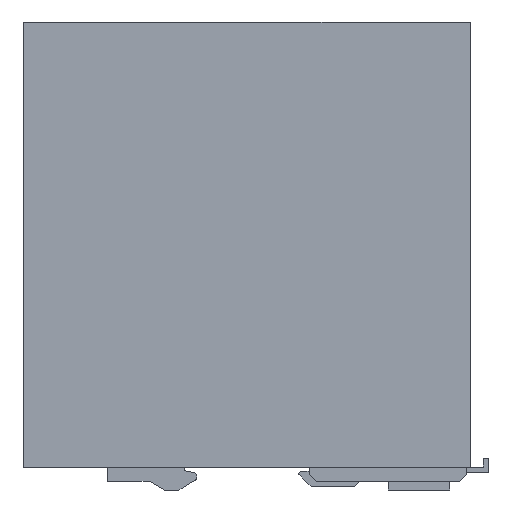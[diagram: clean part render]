
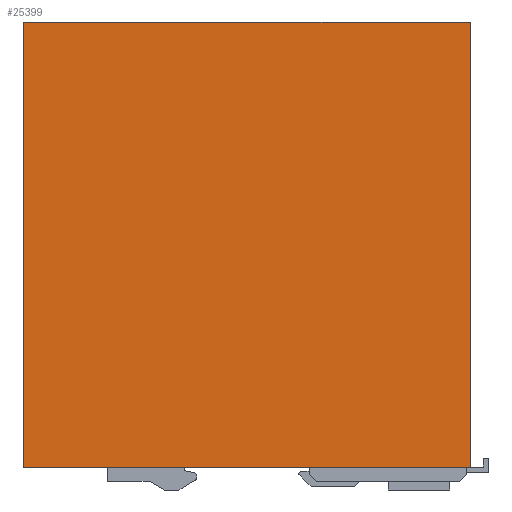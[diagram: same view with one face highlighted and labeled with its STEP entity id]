
A CAD part, left-side view. The second image highlights one B-rep face of the part: STEP entity #25399.
In plain terms, the highlighted planar face has unit normal (-1, 0, 0).
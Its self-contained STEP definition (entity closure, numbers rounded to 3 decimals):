
#60 = ORIENTED_EDGE ( 'NONE', *, *, #10763, .T. ) ;
#688 = CARTESIAN_POINT ( 'NONE',  ( -31., 63.5, -126.5 ) ) ;
#1020 = EDGE_LOOP ( 'NONE', ( #26961, #13073, #22828, #60 ) ) ;
#1033 = AXIS2_PLACEMENT_3D ( 'NONE', #11287, #21884, #28725 ) ;
#1482 = LINE ( 'NONE', #22396, #19992 ) ;
#1931 = CARTESIAN_POINT ( 'NONE',  ( -31., 63.5, 0. ) ) ;
#3629 = LINE ( 'NONE', #18887, #3795 ) ;
#3795 = VECTOR ( 'NONE', #23819, 1000. ) ;
#4677 = DIRECTION ( 'NONE',  ( 0., 0., 1. ) ) ;
#4842 = VECTOR ( 'NONE', #24301, 1000. ) ;
#6567 = CARTESIAN_POINT ( 'NONE',  ( -31., 0., 0. ) ) ;
#7557 = CARTESIAN_POINT ( 'NONE',  ( -31., -63.5, 0. ) ) ;
#8476 = DIRECTION ( 'NONE',  ( 0., 0., -1. ) ) ;
#10763 = EDGE_CURVE ( 'NONE', #13749, #19106, #28386, .T. ) ;
#10843 = VECTOR ( 'NONE', #8476, 1000. ) ;
#10998 = FACE_OUTER_BOUND ( 'NONE', #1020, .T. ) ;
#11287 = CARTESIAN_POINT ( 'NONE',  ( -31., 0., 0. ) ) ;
#12958 = LINE ( 'NONE', #6567, #4842 ) ;
#13059 = CARTESIAN_POINT ( 'NONE',  ( -31., -63.5, -126.5 ) ) ;
#13073 = ORIENTED_EDGE ( 'NONE', *, *, #21897, .T. ) ;
#13749 = VERTEX_POINT ( 'NONE', #1931 ) ;
#18887 = CARTESIAN_POINT ( 'NONE',  ( -31., 0., -126.5 ) ) ;
#19106 = VERTEX_POINT ( 'NONE', #688 ) ;
#19861 = PLANE ( 'NONE',  #1033 ) ;
#19992 = VECTOR ( 'NONE', #4677, 1000. ) ;
#21170 = VERTEX_POINT ( 'NONE', #13059 ) ;
#21884 = DIRECTION ( 'NONE',  ( 1., 0., 0. ) ) ;
#21897 = EDGE_CURVE ( 'NONE', #21170, #22141, #1482, .T. ) ;
#22141 = VERTEX_POINT ( 'NONE', #7557 ) ;
#22396 = CARTESIAN_POINT ( 'NONE',  ( -31., -63.5, 0. ) ) ;
#22828 = ORIENTED_EDGE ( 'NONE', *, *, #27354, .T. ) ;
#23819 = DIRECTION ( 'NONE',  ( 0., -1., 0. ) ) ;
#24301 = DIRECTION ( 'NONE',  ( 0., 1., 0. ) ) ;
#24943 = EDGE_CURVE ( 'NONE', #19106, #21170, #3629, .T. ) ;
#25399 = ADVANCED_FACE ( 'NONE', ( #10998 ), #19861, .F. ) ;
#26961 = ORIENTED_EDGE ( 'NONE', *, *, #24943, .T. ) ;
#27354 = EDGE_CURVE ( 'NONE', #22141, #13749, #12958, .T. ) ;
#27954 = CARTESIAN_POINT ( 'NONE',  ( -31., 63.5, 0. ) ) ;
#28386 = LINE ( 'NONE', #27954, #10843 ) ;
#28725 = DIRECTION ( 'NONE',  ( 0., 0., -1. ) ) ;
